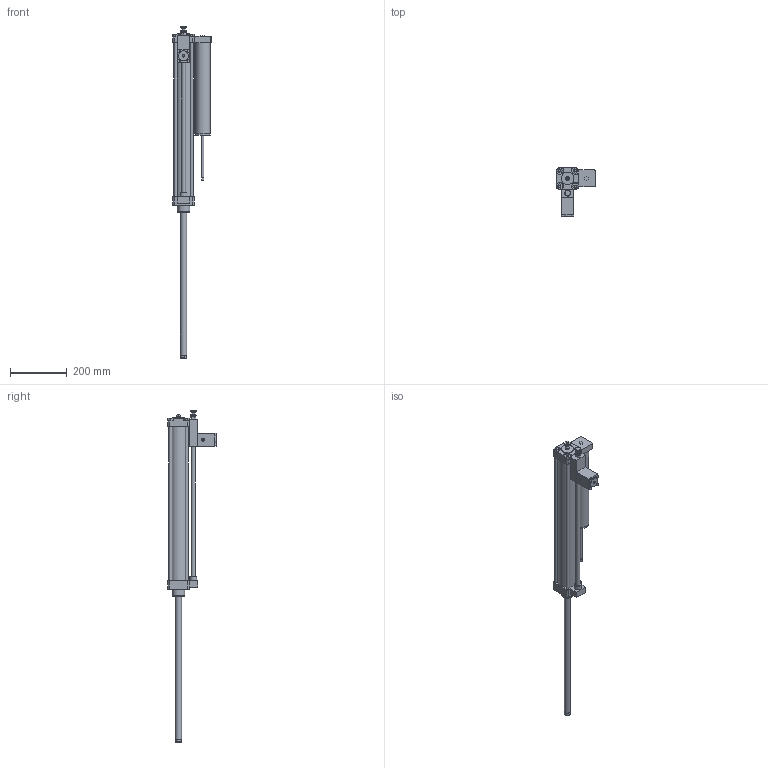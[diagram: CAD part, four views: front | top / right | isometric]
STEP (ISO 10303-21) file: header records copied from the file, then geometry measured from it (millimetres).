
FILE_DESCRIPTION((''),'2;1');
FILE_NAME('1400_63_0500_01_05.iam.stp','2009-04-23T12:10:10',(''),(''),'Autodesk Inventor 2009','Autodesk Inventor 2009','');
FILE_SCHEMA(('AUTOMOTIVE_DESIGN { 1 0 10303 214 1 1 1 1 }'));
Length unit declared in the file: millimetre
Products named in the file (6): 1400_63_0500_01_05; 1400630500T; REGOLATORE 63; STELO 63 C500; BASE SKIP STOP 63; VAL ST NA 63
Assembly tree (5 placements, depth 2):
  1400_63_0500_01_05
    1400630500T
    REGOLATORE 63
    STELO 63 C500
    BASE SKIP STOP 63
    VAL ST NA 63
Bounding box: 135.56 x 172.06 x 1174.5 mm (x, y, z)
Volume: 3963262.6 mm3; surface area: 403392.7 mm2
Topology: 5 solids, 5 shells, 231 faces, 533 edges, 344 vertices
Faces by surface type: plane 139, cylinder 41, bspline 32, cone 19
Full cylindrical faces by diameter (mm): 2 x2, 8 x2, 9 x1, 10 x9, 14 x2, 16 x1, 20 x2, 21.7 x1, 22 x2, 24 x1, 35 x1, 45 x2, 54.9 x1, 55 x1, 68 x1
Entity records: 6822 total; most frequent: CARTESIAN_POINT 1501, DIRECTION 997, ORIENTED_EDGE 930, EDGE_CURVE 465, AXIS2_PLACEMENT_3D 358, VERTEX_POINT 333, EDGE_LOOP 328, VECTOR 281
